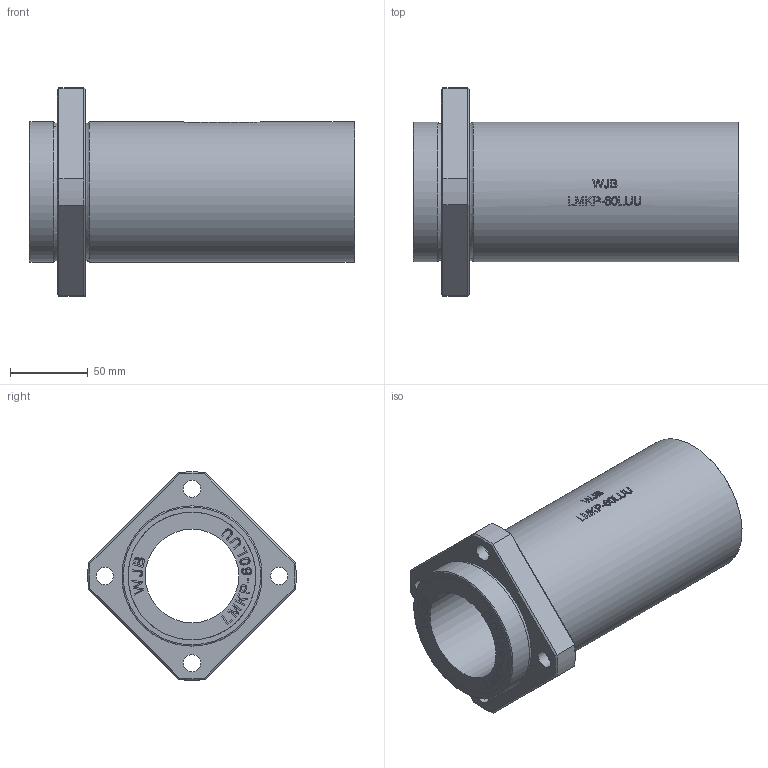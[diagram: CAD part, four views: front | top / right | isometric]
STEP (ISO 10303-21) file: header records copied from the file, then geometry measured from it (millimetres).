
FILE_DESCRIPTION(/* description */ (''),/* implementation_level */ '2;1');
FILE_NAME(/* name */ 'WJB-LMKP-60LUU.stp',/* time_stamp */ '2019-01-27T12:30:53+08:00',/* author */ (''),/* organization */ (''),/* preprocessor_version */ 'ST-DEVELOPER v11',/* originating_system */ 'SIEMENS UGS NX 6.0',/* authorisation */ '');
FILE_SCHEMA (('AUTOMOTIVE_DESIGN { 1 0 10303 214 1 1 1 1 }'));
Length unit declared in the file: millimetre
Products named in the file (1): ROCKE321z16y
Bounding box: 209 x 133.99 x 134 mm (x, y, z)
Volume: 807028.3 mm3; surface area: 119547.7 mm2
Topology: 1 solids, 1 shells, 401 faces, 1029 edges, 692 vertices
Faces by surface type: plane 247, extrusion 108, cylinder 35, cone 7, torus 4
Full cylindrical faces by diameter (mm): 11 x4, 17 x4, 60 x1, 82 x2, 90 x2
Entity records: 15819 total; most frequent: CARTESIAN_POINT 6796, ORIENTED_EDGE 2008, DIRECTION 1399, EDGE_CURVE 1004, VERTEX_POINT 684, VECTOR 613, B_SPLINE_CURVE_WITH_KNOTS 508, LINE 505
